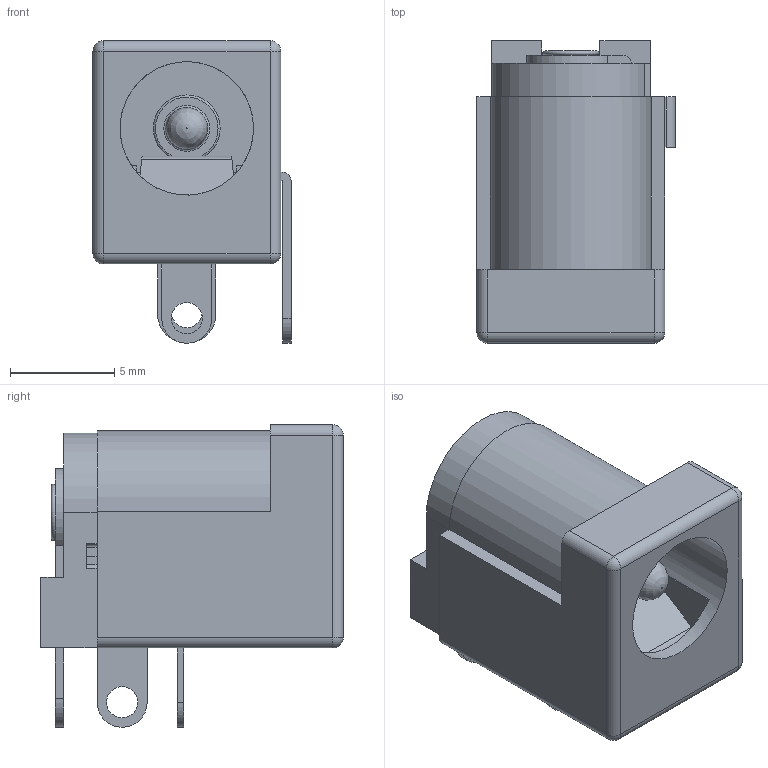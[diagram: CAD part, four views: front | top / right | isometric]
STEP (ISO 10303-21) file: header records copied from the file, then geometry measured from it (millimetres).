
FILE_DESCRIPTION(('FreeCAD Model'),'2;1');
FILE_NAME('Open CASCADE Shape Model','2024-08-28T09:33:13',( 'kicad StepUp'),('ksu MCAD'),'Open CASCADE STEP processor 7.6', 'FreeCAD','Unknown');
FILE_SCHEMA(('AUTOMOTIVE_DESIGN { 1 0 10303 214 1 1 1 1 }'));
Length unit declared in the file: millimetre
Products named in the file (1): 6941xx301008_sp
Bounding box: 9.5 x 14.5 x 14.5 mm (x, y, z)
Volume: 733.1 mm3; surface area: 1324.6 mm2
Topology: 1 solids, 2 shells, 175 faces, 501 edges, 323 vertices
Faces by surface type: plane 114, cylinder 43, torus 9, revolution 5, sphere 4
Full cylindrical faces by diameter (mm): 1.5 x3, 1.8 x1, 2 x1, 3.2 x2, 6.4 x1
Entity records: 6980 total; most frequent: CARTESIAN_POINT 1075, ORIENTED_EDGE 994, DIRECTION 949, EDGE_CURVE 497, LINE 364, VECTOR 364, VERTEX_POINT 323, AXIS2_PLACEMENT_3D 290
